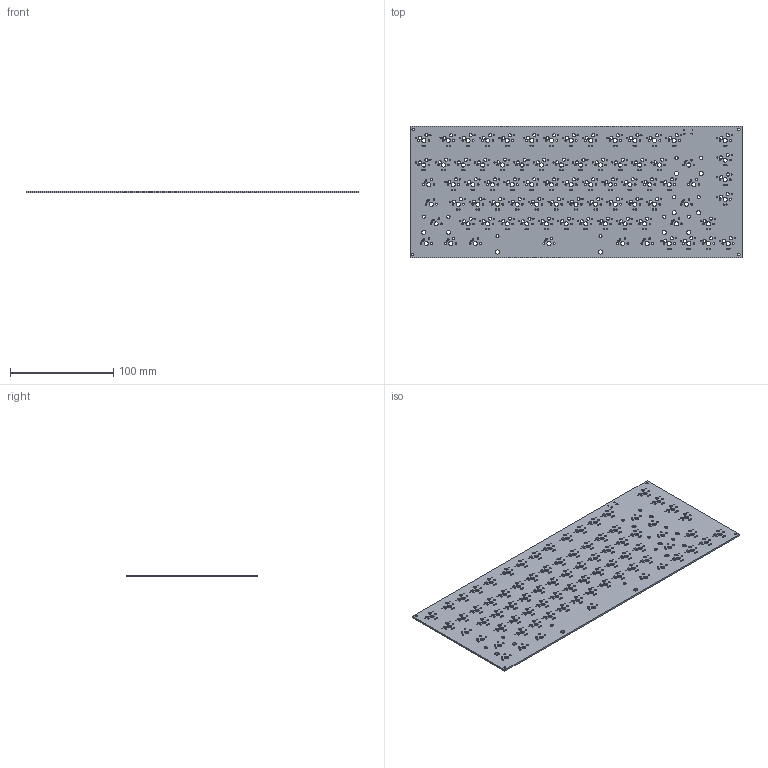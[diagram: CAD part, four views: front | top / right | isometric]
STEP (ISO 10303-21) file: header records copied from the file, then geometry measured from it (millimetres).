
FILE_DESCRIPTION(('KiCad electronic assembly'),'2;1');
FILE_NAME('keyboard.step','2023-03-03T21:07:42',('Pcbnew'),('Kicad'), 'Open CASCADE STEP processor 7.6','KiCad to STEP converter','Unknown' );
FILE_SCHEMA(('AUTOMOTIVE_DESIGN { 1 0 10303 214 1 1 1 1 }'));
Length unit declared in the file: millimetre
Products named in the file (2): keyboard 1; _autosave-keyboard PCB
Assembly tree (1 placements, depth 2):
  keyboard 1
    _autosave-keyboard PCB
Bounding box: 322.25 x 127.25 x 1.6 mm (x, y, z)
Volume: 60895.8 mm3; surface area: 85005.8 mm2
Topology: 1 solids, 1 shells, 777 faces, 2325 edges, 1550 vertices
Faces by surface type: cylinder 763, plane 14
Full cylindrical faces by diameter (mm): 0.65 x2, 1.2 x272, 1.47 x26, 1.702 x136, 1.75 x26, 2.2 x4, 3 x136, 3.048 x10, 3.988 x91
Entity records: 64803 total; most frequent: CARTESIAN_POINT 18512, DIRECTION 8481, ORIENTED_EDGE 4650, PCURVE 4650, DEFINITIONAL_REPRESENTATION 4650, LINE 3871, VECTOR 3871, EDGE_CURVE 2325
